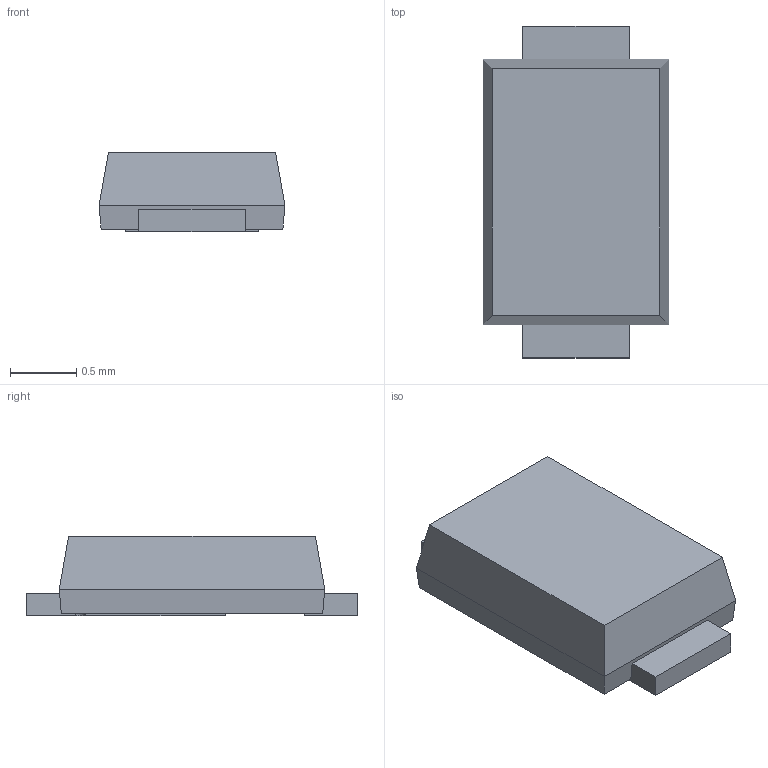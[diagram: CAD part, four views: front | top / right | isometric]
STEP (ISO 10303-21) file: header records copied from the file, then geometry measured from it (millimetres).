
FILE_DESCRIPTION( (''), '2;1');
FILE_NAME ('3D_Model_TUMD2M_Rev0.stp','2019-08-19T10:55:24',(''),(''),'spGate 14.4.10','','');
FILE_SCHEMA (('AUTOMOTIVE_DESIGN'));
Length unit declared in the file: millimetre
Products named in the file (5): Assembly; 3D_Model_TUMD2M_Rev0-prt0; 3D_Model_TUMD2M_Rev0-prt1; 3D_Model_TUMD2M_Rev0-prt2; 3D_Model_TUMD2M_Rev0-prt3
Assembly tree (4 placements, depth 2):
  Assembly
    3D_Model_TUMD2M_Rev0-prt0
    3D_Model_TUMD2M_Rev0-prt1
    3D_Model_TUMD2M_Rev0-prt2
    3D_Model_TUMD2M_Rev0-prt3
Bounding box: 1.4 x 2.5 x 0.6 mm (x, y, z)
Volume: 1.6 mm3; surface area: 19.7 mm2
Topology: 4 solids, 4 shells, 44 faces, 108 edges, 72 vertices
Faces by surface type: plane 40, cylinder 4
Entity records: 2310 total; most frequent: CARTESIAN_POINT 234, DIRECTION 224, ORIENTED_EDGE 216, COLOUR_RGB 156, PRESENTATION_STYLE_ASSIGNMENT 156, STYLED_ITEM 156, EDGE_CURVE 108, DRAUGHTING_PRE_DEFINED_CURVE_FONT 108
